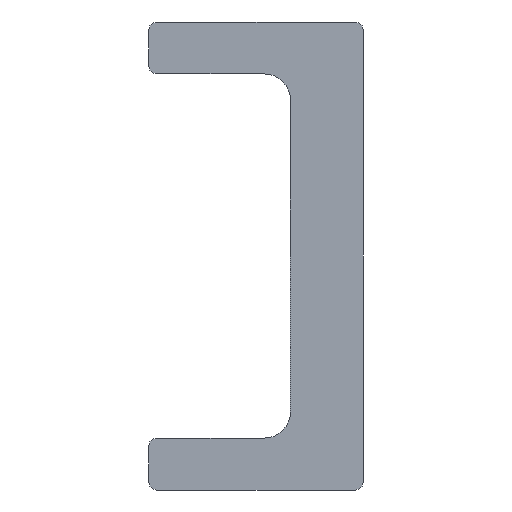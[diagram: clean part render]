
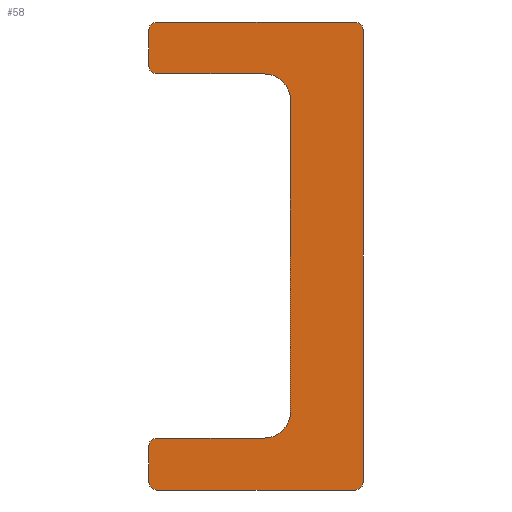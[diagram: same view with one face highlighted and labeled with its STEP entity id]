
A CAD part, front view. The second image highlights one B-rep face of the part: STEP entity #58.
In plain terms, the highlighted planar face has unit normal (0, -1, 0).
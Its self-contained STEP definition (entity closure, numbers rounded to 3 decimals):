
#58 = ADVANCED_FACE( '', ( #140 ), #141, .F. );
#140 = FACE_OUTER_BOUND( '', #271, .T. );
#141 = PLANE( '', #272 );
#271 = EDGE_LOOP( '', ( #401, #402, #403, #404, #405, #406, #407, #408, #409, #410, #411, #412, #413, #414, #415, #416 ) );
#272 = AXIS2_PLACEMENT_3D( '', #417, #418, #419 );
#401 = ORIENTED_EDGE( '', *, *, #664, .F. );
#402 = ORIENTED_EDGE( '', *, *, #665, .T. );
#403 = ORIENTED_EDGE( '', *, *, #659, .F. );
#404 = ORIENTED_EDGE( '', *, *, #666, .T. );
#405 = ORIENTED_EDGE( '', *, *, #667, .F. );
#406 = ORIENTED_EDGE( '', *, *, #668, .T. );
#407 = ORIENTED_EDGE( '', *, *, #669, .F. );
#408 = ORIENTED_EDGE( '', *, *, #670, .T. );
#409 = ORIENTED_EDGE( '', *, *, #671, .F. );
#410 = ORIENTED_EDGE( '', *, *, #672, .T. );
#411 = ORIENTED_EDGE( '', *, *, #673, .F. );
#412 = ORIENTED_EDGE( '', *, *, #674, .T. );
#413 = ORIENTED_EDGE( '', *, *, #675, .F. );
#414 = ORIENTED_EDGE( '', *, *, #676, .T. );
#415 = ORIENTED_EDGE( '', *, *, #677, .F. );
#416 = ORIENTED_EDGE( '', *, *, #678, .T. );
#417 = CARTESIAN_POINT( '', ( -4.125, 0., 9. ) );
#418 = DIRECTION( '', ( 0., 1., 0. ) );
#419 = DIRECTION( '', ( 0., 0., 1. ) );
#659 = EDGE_CURVE( '', #760, #761, #762, .T. );
#664 = EDGE_CURVE( '', #769, #770, #771, .T. );
#665 = EDGE_CURVE( '', #769, #761, #772, .F. );
#666 = EDGE_CURVE( '', #760, #773, #774, .F. );
#667 = EDGE_CURVE( '', #775, #773, #776, .T. );
#668 = EDGE_CURVE( '', #775, #777, #778, .F. );
#669 = EDGE_CURVE( '', #779, #777, #780, .T. );
#670 = EDGE_CURVE( '', #779, #781, #782, .T. );
#671 = EDGE_CURVE( '', #783, #781, #784, .T. );
#672 = EDGE_CURVE( '', #783, #785, #786, .T. );
#673 = EDGE_CURVE( '', #787, #785, #788, .T. );
#674 = EDGE_CURVE( '', #787, #789, #790, .F. );
#675 = EDGE_CURVE( '', #791, #789, #792, .T. );
#676 = EDGE_CURVE( '', #791, #793, #794, .F. );
#677 = EDGE_CURVE( '', #795, #793, #796, .T. );
#678 = EDGE_CURVE( '', #795, #770, #797, .F. );
#760 = VERTEX_POINT( '', #914 );
#761 = VERTEX_POINT( '', #915 );
#762 = LINE( '', #916, #917 );
#769 = VERTEX_POINT( '', #927 );
#770 = VERTEX_POINT( '', #928 );
#771 = LINE( '', #929, #930 );
#772 = CIRCLE( '', #931, 0.3 );
#773 = VERTEX_POINT( '', #932 );
#774 = CIRCLE( '', #933, 0.3 );
#775 = VERTEX_POINT( '', #934 );
#776 = LINE( '', #935, #936 );
#777 = VERTEX_POINT( '', #937 );
#778 = CIRCLE( '', #938, 0.3 );
#779 = VERTEX_POINT( '', #939 );
#780 = LINE( '', #940, #941 );
#781 = VERTEX_POINT( '', #942 );
#782 = CIRCLE( '', #943, 1. );
#783 = VERTEX_POINT( '', #944 );
#784 = LINE( '', #945, #946 );
#785 = VERTEX_POINT( '', #947 );
#786 = CIRCLE( '', #948, 1. );
#787 = VERTEX_POINT( '', #949 );
#788 = LINE( '', #950, #951 );
#789 = VERTEX_POINT( '', #952 );
#790 = CIRCLE( '', #953, 0.3 );
#791 = VERTEX_POINT( '', #954 );
#792 = LINE( '', #955, #956 );
#793 = VERTEX_POINT( '', #957 );
#794 = CIRCLE( '', #958, 0.3 );
#795 = VERTEX_POINT( '', #959 );
#796 = LINE( '', #960, #961 );
#797 = CIRCLE( '', #962, 0.3 );
#914 = CARTESIAN_POINT( '', ( -3.825, 0., 9. ) );
#915 = CARTESIAN_POINT( '', ( 3.825, 0., 9. ) );
#916 = CARTESIAN_POINT( '', ( -4.125, 0., 9. ) );
#917 = VECTOR( '', #1099, 1000. );
#927 = CARTESIAN_POINT( '', ( 4.125, 0., 8.7 ) );
#928 = CARTESIAN_POINT( '', ( 4.125, 0., -8.7 ) );
#929 = CARTESIAN_POINT( '', ( 4.125, 0., 9. ) );
#930 = VECTOR( '', #1103, 1000. );
#931 = AXIS2_PLACEMENT_3D( '', #1104, #1105, #1106 );
#932 = CARTESIAN_POINT( '', ( -4.125, 0., 8.7 ) );
#933 = AXIS2_PLACEMENT_3D( '', #1107, #1108, #1109 );
#934 = CARTESIAN_POINT( '', ( -4.125, 0., 7.3 ) );
#935 = CARTESIAN_POINT( '', ( -4.125, 0., -9. ) );
#936 = VECTOR( '', #1110, 1000. );
#937 = CARTESIAN_POINT( '', ( -3.825, 0., 7. ) );
#938 = AXIS2_PLACEMENT_3D( '', #1111, #1112, #1113 );
#939 = CARTESIAN_POINT( '', ( 0.325, 0., 7. ) );
#940 = CARTESIAN_POINT( '', ( -4.125, 0., 7. ) );
#941 = VECTOR( '', #1114, 1000. );
#942 = CARTESIAN_POINT( '', ( 1.325, 0., 6. ) );
#943 = AXIS2_PLACEMENT_3D( '', #1115, #1116, #1117 );
#944 = CARTESIAN_POINT( '', ( 1.325, 0., -6. ) );
#945 = CARTESIAN_POINT( '', ( 1.325, 0., 7. ) );
#946 = VECTOR( '', #1118, 1000. );
#947 = CARTESIAN_POINT( '', ( 0.325, 0., -7. ) );
#948 = AXIS2_PLACEMENT_3D( '', #1119, #1120, #1121 );
#949 = CARTESIAN_POINT( '', ( -3.825, 0., -7. ) );
#950 = CARTESIAN_POINT( '', ( 1.325, 0., -7. ) );
#951 = VECTOR( '', #1122, 1000. );
#952 = CARTESIAN_POINT( '', ( -4.125, 0., -7.3 ) );
#953 = AXIS2_PLACEMENT_3D( '', #1123, #1124, #1125 );
#954 = CARTESIAN_POINT( '', ( -4.125, 0., -8.7 ) );
#955 = CARTESIAN_POINT( '', ( -4.125, 0., -9. ) );
#956 = VECTOR( '', #1126, 1000. );
#957 = CARTESIAN_POINT( '', ( -3.825, 0., -9. ) );
#958 = AXIS2_PLACEMENT_3D( '', #1127, #1128, #1129 );
#959 = CARTESIAN_POINT( '', ( 3.825, 0., -9. ) );
#960 = CARTESIAN_POINT( '', ( 4.125, 0., -9. ) );
#961 = VECTOR( '', #1130, 1000. );
#962 = AXIS2_PLACEMENT_3D( '', #1131, #1132, #1133 );
#1099 = DIRECTION( '', ( 1., 0., 0. ) );
#1103 = DIRECTION( '', ( 0., 0., -1. ) );
#1104 = CARTESIAN_POINT( '', ( 3.825, 0., 8.7 ) );
#1105 = DIRECTION( '', ( 0., 1., 0. ) );
#1106 = DIRECTION( '', ( 0., 0., 1. ) );
#1107 = CARTESIAN_POINT( '', ( -3.825, 0., 8.7 ) );
#1108 = DIRECTION( '', ( 0., 1., 0. ) );
#1109 = DIRECTION( '', ( 0., 0., 1. ) );
#1110 = DIRECTION( '', ( 0., 0., 1. ) );
#1111 = CARTESIAN_POINT( '', ( -3.825, 0., 7.3 ) );
#1112 = DIRECTION( '', ( 0., 1., 0. ) );
#1113 = DIRECTION( '', ( 0., 0., 1. ) );
#1114 = DIRECTION( '', ( -1., 0., 0. ) );
#1115 = CARTESIAN_POINT( '', ( 0.325, 0., 6. ) );
#1116 = DIRECTION( '', ( 0., 1., 0. ) );
#1117 = DIRECTION( '', ( 0., 0., 1. ) );
#1118 = DIRECTION( '', ( 0., 0., 1. ) );
#1119 = CARTESIAN_POINT( '', ( 0.325, 0., -6. ) );
#1120 = DIRECTION( '', ( 0., 1., 0. ) );
#1121 = DIRECTION( '', ( 0., 0., 1. ) );
#1122 = DIRECTION( '', ( 1., 0., 0. ) );
#1123 = CARTESIAN_POINT( '', ( -3.825, 0., -7.3 ) );
#1124 = DIRECTION( '', ( 0., 1., 0. ) );
#1125 = DIRECTION( '', ( 0., 0., 1. ) );
#1126 = DIRECTION( '', ( 0., 0., 1. ) );
#1127 = CARTESIAN_POINT( '', ( -3.825, 0., -8.7 ) );
#1128 = DIRECTION( '', ( 0., 1., 0. ) );
#1129 = DIRECTION( '', ( 0., 0., 1. ) );
#1130 = DIRECTION( '', ( -1., 0., 0. ) );
#1131 = CARTESIAN_POINT( '', ( 3.825, 0., -8.7 ) );
#1132 = DIRECTION( '', ( 0., 1., 0. ) );
#1133 = DIRECTION( '', ( 0., 0., 1. ) );
